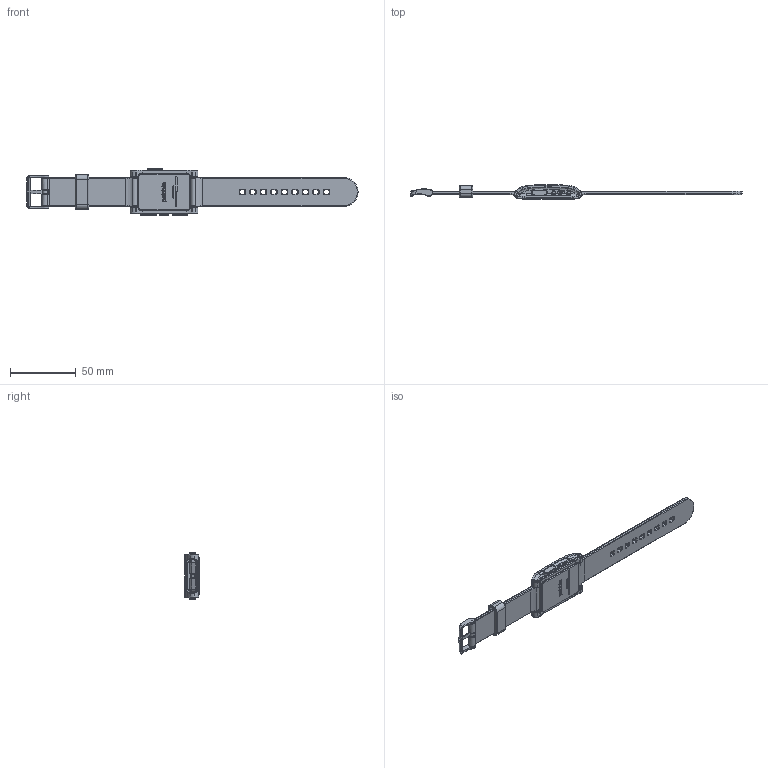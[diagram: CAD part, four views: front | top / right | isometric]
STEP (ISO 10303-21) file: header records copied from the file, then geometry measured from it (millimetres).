
FILE_DESCRIPTION (( 'STEP AP214' ), '1' );
FILE_NAME ('PebbleSolid-20130102.STEP', '2013-01-03T22:23:33', ( '' ), ( '' ), 'SwSTEP 2.0', 'SolidWorks 2011', '' );
FILE_SCHEMA (( 'AUTOMOTIVE_DESIGN' ));
Length unit declared in the file: millimetre
Products named in the file (1): PebbleSolid-20130102
Bounding box: 252.58 x 11.22 x 35.7 mm (x, y, z)
Volume: 27225.2 mm3; surface area: 17634 mm2
Topology: 9 solids, 9 shells, 1515 faces, 3840 edges, 2420 vertices
Faces by surface type: plane 462, cylinder 391, bspline 390, torus 237, cone 30, sphere 5
Entity records: 63544 total; most frequent: CARTESIAN_POINT 22142, ORIENTED_EDGE 7652, DIRECTION 6379, EDGE_CURVE 3826, VERTEX_POINT 2418, AXIS2_PLACEMENT_3D 2330, VECTOR 1719, LINE 1719
